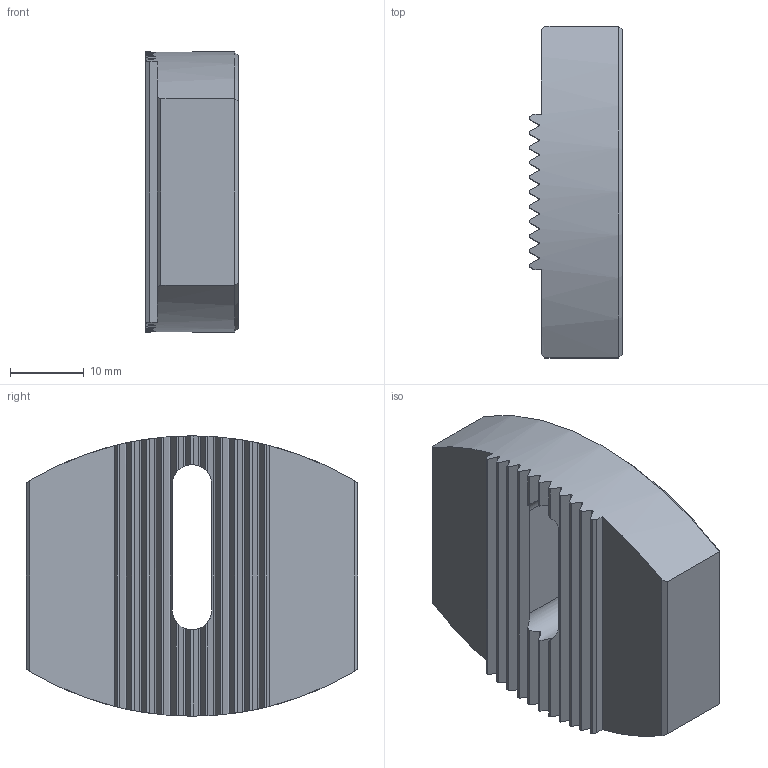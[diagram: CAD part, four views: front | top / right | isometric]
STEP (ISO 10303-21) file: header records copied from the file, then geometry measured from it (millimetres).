
FILE_DESCRIPTION (( 'STEP AP214' ), '1' );
FILE_NAME ('BV2.ER1.001.012.STEP', '2020-08-13T14:31:35', ( '' ), ( '' ), 'SwSTEP 2.0', 'SolidWorks 2017', '' );
FILE_SCHEMA (( 'AUTOMOTIVE_DESIGN' ));
Length unit declared in the file: millimetre
Products named in the file (1): BV2.ER1.001.012
Bounding box: 12.58 x 45 x 38 mm (x, y, z)
Volume: 15082.8 mm3; surface area: 5671.5 mm2
Topology: 1 solids, 1 shells, 76 faces, 218 edges, 144 vertices
Faces by surface type: plane 56, cylinder 18, cone 2
Entity records: 3196 total; most frequent: CARTESIAN_POINT 1097, ORIENTED_EDGE 436, DIRECTION 326, EDGE_CURVE 218, VERTEX_POINT 144, AXIS2_PLACEMENT_3D 119, LINE 88, VECTOR 88
